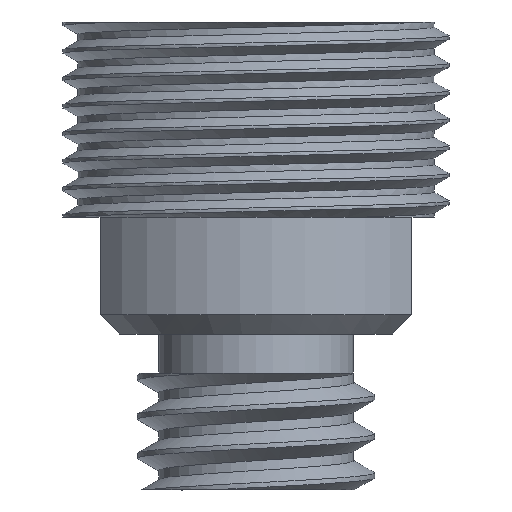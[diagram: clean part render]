
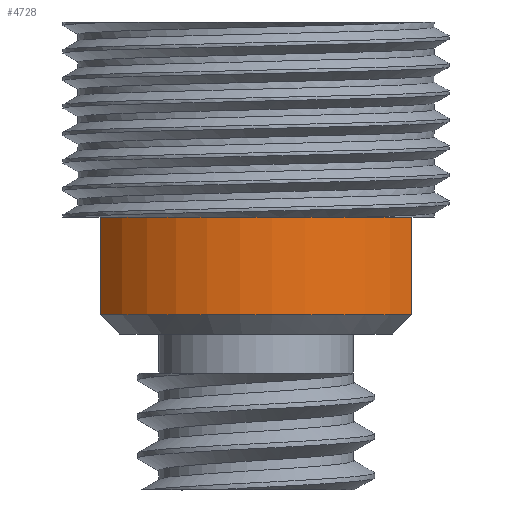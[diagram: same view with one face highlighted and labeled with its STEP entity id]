
A CAD part, front view. The second image highlights one B-rep face of the part: STEP entity #4728.
In plain terms, the highlighted cylindrical face has radius 5 mm (diameter 10 mm), a partial arc.
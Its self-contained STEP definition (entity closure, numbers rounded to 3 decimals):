
#82 = ORIENTED_EDGE ( 'NONE', *, *, #96, .T. ) ;
#96 = EDGE_CURVE ( 'NONE', #3187, #1187, #2259, .T. ) ;
#125 = ORIENTED_EDGE ( 'NONE', *, *, #5049, .F. ) ;
#265 = CARTESIAN_POINT ( 'NONE',  ( 4., -3., 0. ) ) ;
#354 = EDGE_CURVE ( 'NONE', #2958, #3187, #2313, .T. ) ;
#427 = FACE_OUTER_BOUND ( 'NONE', #1778, .T. ) ;
#740 = ORIENTED_EDGE ( 'NONE', *, *, #354, .T. ) ;
#848 = DIRECTION ( 'NONE',  ( 0., 0., -1. ) ) ;
#872 = AXIS2_PLACEMENT_3D ( 'NONE', #4032, #4788, #1648 ) ;
#1113 = EDGE_CURVE ( 'NONE', #1187, #4664, #2638, .T. ) ;
#1187 = VERTEX_POINT ( 'NONE', #3466 ) ;
#1285 = ORIENTED_EDGE ( 'NONE', *, *, #1113, .T. ) ;
#1485 = DIRECTION ( 'NONE',  ( 0., 0., -1. ) ) ;
#1648 = DIRECTION ( 'NONE',  ( -1., 0., 0. ) ) ;
#1778 = EDGE_LOOP ( 'NONE', ( #740, #82, #1285, #125 ) ) ;
#2259 = LINE ( 'NONE', #3188, #4892 ) ;
#2313 = CIRCLE ( 'NONE', #3947, 5. ) ;
#2480 = DIRECTION ( 'NONE',  ( 0., 0., 1. ) ) ;
#2499 = CARTESIAN_POINT ( 'NONE',  ( 0., 0., -3. ) ) ;
#2638 = CIRCLE ( 'NONE', #872, 5. ) ;
#2911 = AXIS2_PLACEMENT_3D ( 'NONE', #2499, #2480, #4423 ) ;
#2943 = LINE ( 'NONE', #3867, #4481 ) ;
#2958 = VERTEX_POINT ( 'NONE', #265 ) ;
#3156 = DIRECTION ( 'NONE',  ( 0., 0., -1. ) ) ;
#3187 = VERTEX_POINT ( 'NONE', #4789 ) ;
#3188 = CARTESIAN_POINT ( 'NONE',  ( -4., -3., 0. ) ) ;
#3466 = CARTESIAN_POINT ( 'NONE',  ( -4., -3., -2.5 ) ) ;
#3504 = CARTESIAN_POINT ( 'NONE',  ( 0., 0., 0. ) ) ;
#3867 = CARTESIAN_POINT ( 'NONE',  ( 4., -3., 0. ) ) ;
#3935 = DIRECTION ( 'NONE',  ( -1., 0., 0. ) ) ;
#3946 = CARTESIAN_POINT ( 'NONE',  ( 4., -3., -2.5 ) ) ;
#3947 = AXIS2_PLACEMENT_3D ( 'NONE', #3504, #3156, #3935 ) ;
#4032 = CARTESIAN_POINT ( 'NONE',  ( 0., 0., -2.5 ) ) ;
#4423 = DIRECTION ( 'NONE',  ( 1., 0., 0. ) ) ;
#4481 = VECTOR ( 'NONE', #1485, 1000. ) ;
#4601 = CYLINDRICAL_SURFACE ( 'NONE', #2911, 5. ) ;
#4664 = VERTEX_POINT ( 'NONE', #3946 ) ;
#4728 = ADVANCED_FACE ( 'NONE', ( #427 ), #4601, .T. ) ;
#4788 = DIRECTION ( 'NONE',  ( 0., 0., 1. ) ) ;
#4789 = CARTESIAN_POINT ( 'NONE',  ( -4., -3., 0. ) ) ;
#4892 = VECTOR ( 'NONE', #848, 1000. ) ;
#5049 = EDGE_CURVE ( 'NONE', #2958, #4664, #2943, .T. ) ;
